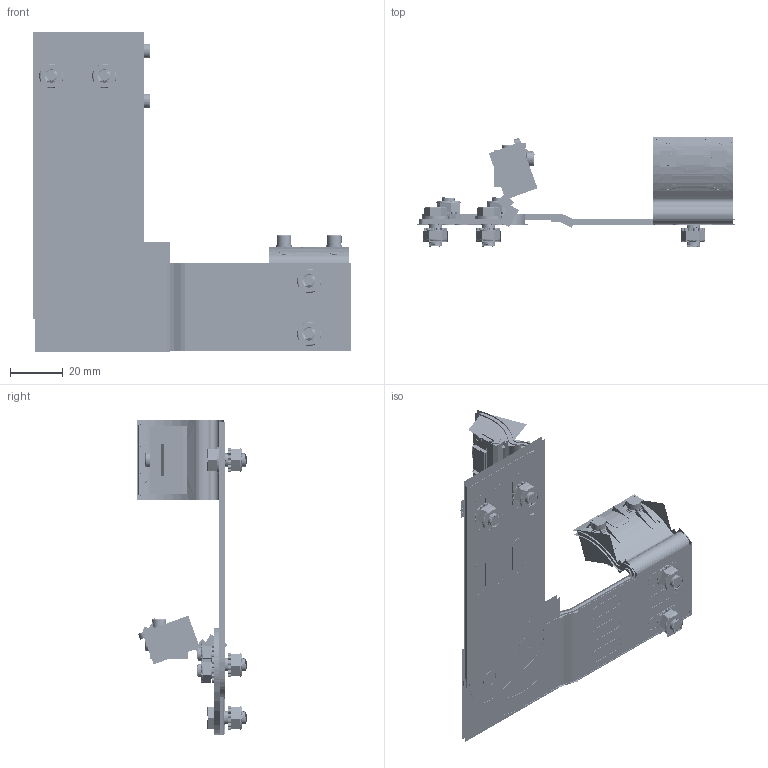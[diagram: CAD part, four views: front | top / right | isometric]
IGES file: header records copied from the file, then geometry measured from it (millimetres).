
Start section:  PTC IGES file: 147228.igs
Global section: file name: 147228.igs; native system: Creo Parametric by PTC Inc.; preprocessor: 2018300; author: pdmadmin; organization: Unknown; date: 20190404.103700; units: millimetre
Bounding box: 119.8 x 41.55 x 120.68 mm (x, y, z)
Volume: 22819.6 mm3; surface area: 280136.8 mm2
Topology: 32 solids, 44 shells, 3798 faces, 21716 edges, 28918 vertices
Faces by surface type: revolution 1936, bspline 1862
